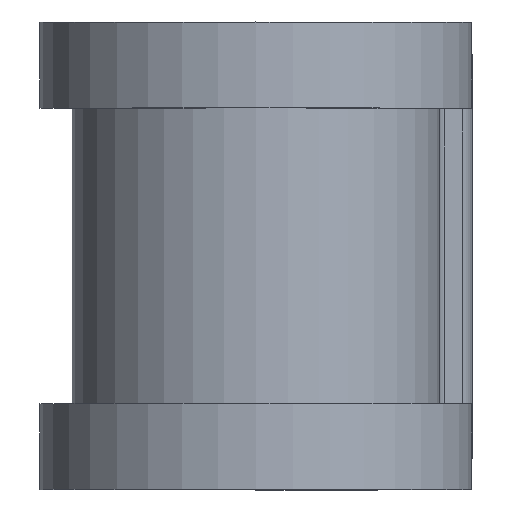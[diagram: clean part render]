
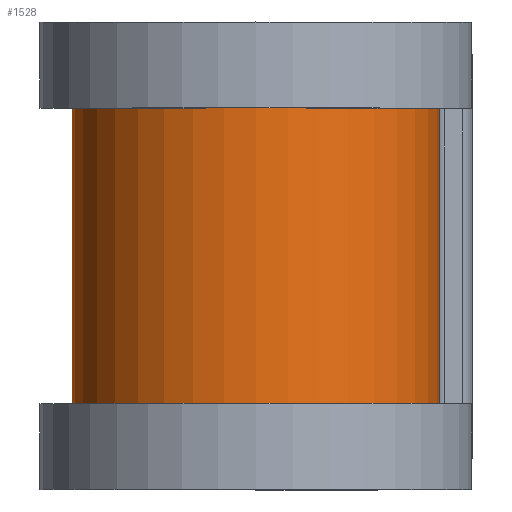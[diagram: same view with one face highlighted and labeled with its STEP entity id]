
A CAD part, top view. The second image highlights one B-rep face of the part: STEP entity #1528.
In plain terms, the highlighted cylindrical face has radius 8.687 mm (diameter 17.374 mm), a partial arc.
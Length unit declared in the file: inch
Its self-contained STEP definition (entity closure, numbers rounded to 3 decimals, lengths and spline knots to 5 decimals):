
#23 = CARTESIAN_POINT ( 'NONE',  ( 0., -0.275, 0. ) ) ;
#63 = DIRECTION ( 'NONE',  ( 0., 0., -1. ) ) ;
#118 = VERTEX_POINT ( 'NONE', #1341 ) ;
#150 = DIRECTION ( 'NONE',  ( 0., 0., -1. ) ) ;
#165 = LINE ( 'NONE', #1728, #1242 ) ;
#179 = DIRECTION ( 'NONE',  ( 0., -1., 0. ) ) ;
#242 = CIRCLE ( 'NONE', #460, 0.342 ) ;
#266 = ORIENTED_EDGE ( 'NONE', *, *, #379, .F. ) ;
#272 = FACE_OUTER_BOUND ( 'NONE', #1546, .T. ) ;
#295 = CIRCLE ( 'NONE', #1756, 0.342 ) ;
#350 = CARTESIAN_POINT ( 'NONE',  ( 0.342, 0.275, 0. ) ) ;
#379 = EDGE_CURVE ( 'NONE', #1582, #118, #165, .T. ) ;
#460 = AXIS2_PLACEMENT_3D ( 'NONE', #23, #976, #150 ) ;
#465 = DIRECTION ( 'NONE',  ( 0., -1., 0. ) ) ;
#500 = EDGE_CURVE ( 'NONE', #1582, #790, #295, .T. ) ;
#520 = VERTEX_POINT ( 'NONE', #1297 ) ;
#547 = ORIENTED_EDGE ( 'NONE', *, *, #1355, .T. ) ;
#763 = ORIENTED_EDGE ( 'NONE', *, *, #500, .T. ) ;
#790 = VERTEX_POINT ( 'NONE', #1257 ) ;
#799 = CARTESIAN_POINT ( 'NONE',  ( 0., 0.375, 0. ) ) ;
#894 = DIRECTION ( 'NONE',  ( 0., -1., 0. ) ) ;
#976 = DIRECTION ( 'NONE',  ( 0., -1., 0. ) ) ;
#978 = CYLINDRICAL_SURFACE ( 'NONE', #1128, 0.342 ) ;
#1128 = AXIS2_PLACEMENT_3D ( 'NONE', #799, #1726, #1173 ) ;
#1141 = CARTESIAN_POINT ( 'NONE',  ( 0., 0.275, 0. ) ) ;
#1173 = DIRECTION ( 'NONE',  ( 0., 0., -1. ) ) ;
#1184 = EDGE_CURVE ( 'NONE', #118, #520, #242, .T. ) ;
#1242 = VECTOR ( 'NONE', #465, 39.37008 ) ;
#1257 = CARTESIAN_POINT ( 'NONE',  ( 0., 0.275, -0.342 ) ) ;
#1297 = CARTESIAN_POINT ( 'NONE',  ( 0., -0.275, -0.342 ) ) ;
#1319 = ORIENTED_EDGE ( 'NONE', *, *, #1184, .F. ) ;
#1321 = VECTOR ( 'NONE', #894, 39.37008 ) ;
#1341 = CARTESIAN_POINT ( 'NONE',  ( 0.342, -0.275, 0. ) ) ;
#1355 = EDGE_CURVE ( 'NONE', #790, #520, #1711, .T. ) ;
#1528 = ADVANCED_FACE ( 'NONE', ( #272 ), #978, .T. ) ;
#1546 = EDGE_LOOP ( 'NONE', ( #266, #763, #547, #1319 ) ) ;
#1561 = CARTESIAN_POINT ( 'NONE',  ( 0., 0.375, -0.342 ) ) ;
#1582 = VERTEX_POINT ( 'NONE', #350 ) ;
#1711 = LINE ( 'NONE', #1561, #1321 ) ;
#1726 = DIRECTION ( 'NONE',  ( 0., -1., 0. ) ) ;
#1728 = CARTESIAN_POINT ( 'NONE',  ( 0.342, 0.375, 0. ) ) ;
#1756 = AXIS2_PLACEMENT_3D ( 'NONE', #1141, #179, #63 ) ;
